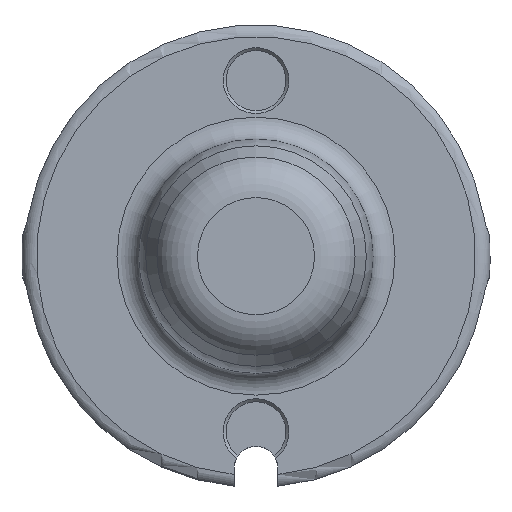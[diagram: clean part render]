
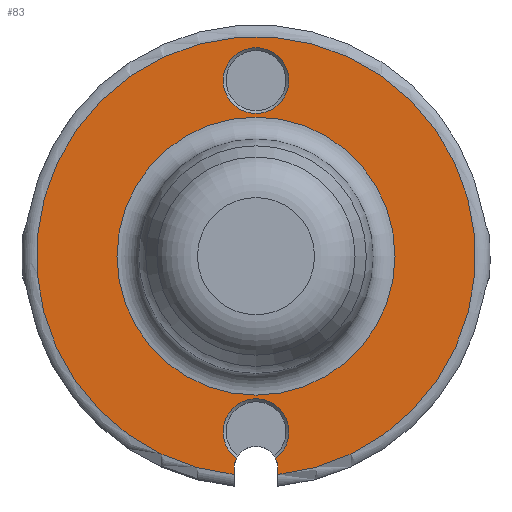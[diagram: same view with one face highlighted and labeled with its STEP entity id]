
A CAD part, front view. The second image highlights one B-rep face of the part: STEP entity #83.
In plain terms, the highlighted planar face has unit normal (0, -1, 0).
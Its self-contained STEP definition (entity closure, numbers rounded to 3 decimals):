
#13 = CARTESIAN_POINT ( 'NONE',  ( -1.333, 16.8, -13.813 ) ) ;
#39 = CARTESIAN_POINT ( 'NONE',  ( 1.5, 16.8, -14.5 ) ) ;
#44 = ORIENTED_EDGE ( 'NONE', *, *, #82, .F. ) ;
#51 = DIRECTION ( 'NONE',  ( 0., 0., -1. ) ) ;
#57 = DIRECTION ( 'NONE',  ( 0., -1., 0. ) ) ;
#58 = PLANE ( 'NONE',  #791 ) ;
#69 = DIRECTION ( 'NONE',  ( 0., 0., -1. ) ) ;
#74 = CIRCLE ( 'NONE', #936, 2.25 ) ;
#79 = VERTEX_POINT ( 'NONE', #333 ) ;
#82 = EDGE_CURVE ( 'NONE', #263, #113, #782, .T. ) ;
#83 = ADVANCED_FACE ( 'NONE', ( #338, #776, #506 ), #58, .T. ) ;
#92 = DIRECTION ( 'NONE',  ( 0., 0., -1. ) ) ;
#111 = EDGE_LOOP ( 'NONE', ( #741, #923, #582, #44, #1123, #471 ) ) ;
#113 = VERTEX_POINT ( 'NONE', #800 ) ;
#133 = CARTESIAN_POINT ( 'NONE',  ( 0., 16.8, 9.75 ) ) ;
#159 = CARTESIAN_POINT ( 'NONE',  ( -1.5, 16.8, -14.5 ) ) ;
#174 = ORIENTED_EDGE ( 'NONE', *, *, #897, .F. ) ;
#190 = CARTESIAN_POINT ( 'NONE',  ( 0., 16.8, -14.5 ) ) ;
#204 = VERTEX_POINT ( 'NONE', #39 ) ;
#230 = VERTEX_POINT ( 'NONE', #133 ) ;
#241 = DIRECTION ( 'NONE',  ( 0., -1., 0. ) ) ;
#263 = VERTEX_POINT ( 'NONE', #875 ) ;
#293 = AXIS2_PLACEMENT_3D ( 'NONE', #301, #57, #885 ) ;
#301 = CARTESIAN_POINT ( 'NONE',  ( 0., 16.8, -12. ) ) ;
#324 = EDGE_CURVE ( 'NONE', #113, #748, #1008, .T. ) ;
#333 = CARTESIAN_POINT ( 'NONE',  ( 1.333, 16.8, -13.813 ) ) ;
#338 = FACE_OUTER_BOUND ( 'NONE', #111, .T. ) ;
#345 = DIRECTION ( 'NONE',  ( 0., 1., 0. ) ) ;
#350 = EDGE_LOOP ( 'NONE', ( #377 ) ) ;
#367 = LINE ( 'NONE', #734, #932 ) ;
#371 = DIRECTION ( 'NONE',  ( 0., 0., 1. ) ) ;
#377 = ORIENTED_EDGE ( 'NONE', *, *, #1178, .T. ) ;
#471 = ORIENTED_EDGE ( 'NONE', *, *, #845, .F. ) ;
#506 = FACE_BOUND ( 'NONE', #350, .T. ) ;
#513 = EDGE_CURVE ( 'NONE', #204, #79, #892, .T. ) ;
#533 = VECTOR ( 'NONE', #51, 1000. ) ;
#542 = DIRECTION ( 'NONE',  ( 0., -1., 0. ) ) ;
#582 = ORIENTED_EDGE ( 'NONE', *, *, #324, .F. ) ;
#595 = CIRCLE ( 'NONE', #680, 9.5 ) ;
#596 = AXIS2_PLACEMENT_3D ( 'NONE', #930, #657, #1117 ) ;
#624 = CARTESIAN_POINT ( 'NONE',  ( 0., 16.8, 12. ) ) ;
#628 = DIRECTION ( 'NONE',  ( 0., 0., 1. ) ) ;
#651 = DIRECTION ( 'NONE',  ( 0., 0., 1. ) ) ;
#655 = AXIS2_PLACEMENT_3D ( 'NONE', #190, #542, #92 ) ;
#657 = DIRECTION ( 'NONE',  ( 0., -1., 0. ) ) ;
#666 = VERTEX_POINT ( 'NONE', #671 ) ;
#671 = CARTESIAN_POINT ( 'NONE',  ( 0., 16.8, 9.5 ) ) ;
#673 = EDGE_LOOP ( 'NONE', ( #174 ) ) ;
#680 = AXIS2_PLACEMENT_3D ( 'NONE', #1021, #345, #628 ) ;
#699 = EDGE_CURVE ( 'NONE', #748, #204, #367, .T. ) ;
#734 = CARTESIAN_POINT ( 'NONE',  ( 1.5, 16.8, -14.5 ) ) ;
#741 = ORIENTED_EDGE ( 'NONE', *, *, #513, .F. ) ;
#748 = VERTEX_POINT ( 'NONE', #767 ) ;
#767 = CARTESIAN_POINT ( 'NONE',  ( 1.5, 16.8, -14.925 ) ) ;
#776 = FACE_BOUND ( 'NONE', #673, .T. ) ;
#782 = LINE ( 'NONE', #159, #533 ) ;
#791 = AXIS2_PLACEMENT_3D ( 'NONE', #1158, #241, #69 ) ;
#800 = CARTESIAN_POINT ( 'NONE',  ( -1.5, 16.8, -14.925 ) ) ;
#838 = DIRECTION ( 'NONE',  ( 0., 1., 0. ) ) ;
#845 = EDGE_CURVE ( 'NONE', #79, #970, #1102, .T. ) ;
#875 = CARTESIAN_POINT ( 'NONE',  ( -1.5, 16.8, -14.5 ) ) ;
#885 = DIRECTION ( 'NONE',  ( 0., 0., -1. ) ) ;
#890 = DIRECTION ( 'NONE',  ( 0., -1., 0. ) ) ;
#892 = CIRCLE ( 'NONE', #596, 1.5 ) ;
#897 = EDGE_CURVE ( 'NONE', #230, #230, #74, .T. ) ;
#923 = ORIENTED_EDGE ( 'NONE', *, *, #699, .F. ) ;
#928 = CARTESIAN_POINT ( 'NONE',  ( 0., 16.8, 0. ) ) ;
#930 = CARTESIAN_POINT ( 'NONE',  ( 0., 16.8, -14.5 ) ) ;
#932 = VECTOR ( 'NONE', #651, 1000. ) ;
#936 = AXIS2_PLACEMENT_3D ( 'NONE', #624, #890, #1004 ) ;
#970 = VERTEX_POINT ( 'NONE', #13 ) ;
#977 = EDGE_CURVE ( 'NONE', #970, #263, #1128, .T. ) ;
#1004 = DIRECTION ( 'NONE',  ( 0., 0., -1. ) ) ;
#1008 = CIRCLE ( 'NONE', #1147, 15. ) ;
#1021 = CARTESIAN_POINT ( 'NONE',  ( 0., 16.8, 0. ) ) ;
#1102 = CIRCLE ( 'NONE', #293, 2.25 ) ;
#1117 = DIRECTION ( 'NONE',  ( 0., 0., -1. ) ) ;
#1123 = ORIENTED_EDGE ( 'NONE', *, *, #977, .F. ) ;
#1128 = CIRCLE ( 'NONE', #655, 1.5 ) ;
#1147 = AXIS2_PLACEMENT_3D ( 'NONE', #928, #838, #371 ) ;
#1158 = CARTESIAN_POINT ( 'NONE',  ( -15., 16.8, 0. ) ) ;
#1178 = EDGE_CURVE ( 'NONE', #666, #666, #595, .T. ) ;
